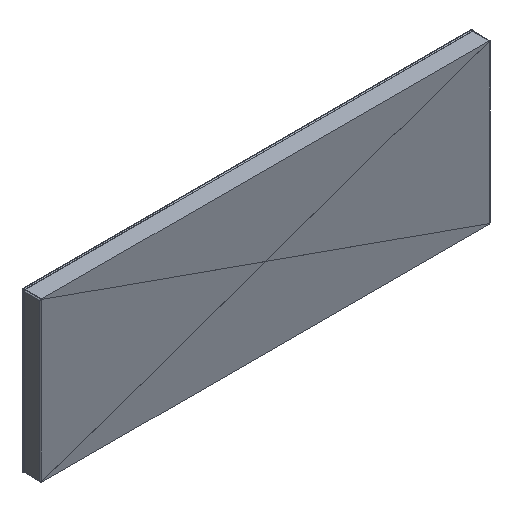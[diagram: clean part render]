
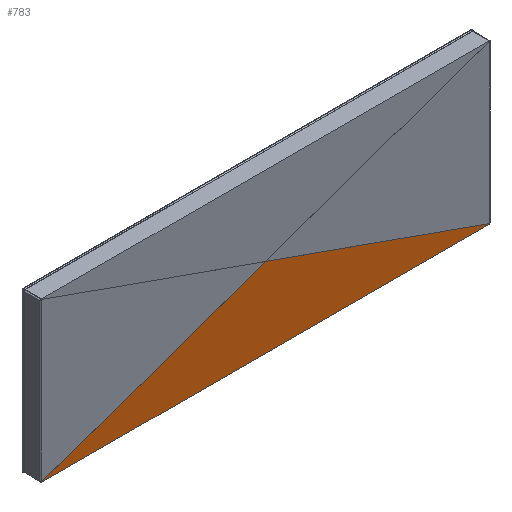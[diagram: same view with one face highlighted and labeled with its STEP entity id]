
A CAD part, isometric view. The second image highlights one B-rep face of the part: STEP entity #783.
In plain terms, the highlighted planar face has unit normal (0, -1, 0).
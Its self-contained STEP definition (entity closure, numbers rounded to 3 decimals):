
#10 = AXIS2_PLACEMENT_3D ( 'NONE', #1140, #1484, #982 ) ;
#63 = CIRCLE ( 'NONE', #348, 1. ) ;
#123 = CARTESIAN_POINT ( 'NONE',  ( 0., 0., 0. ) ) ;
#176 = VERTEX_POINT ( 'NONE', #293 ) ;
#182 = CARTESIAN_POINT ( 'NONE',  ( 0., 0., -1.06 ) ) ;
#242 = VERTEX_POINT ( 'NONE', #1256 ) ;
#255 = CARTESIAN_POINT ( 'NONE',  ( -936.163, 0., -331.5 ) ) ;
#293 = CARTESIAN_POINT ( 'NONE',  ( -936.495, 0., -330.557 ) ) ;
#298 = PLANE ( 'NONE',  #992 ) ;
#348 = AXIS2_PLACEMENT_3D ( 'NONE', #255, #935, #1388 ) ;
#445 = VECTOR ( 'NONE', #1089, 1000. ) ;
#471 = DIRECTION ( 'NONE',  ( 0., 1., 0. ) ) ;
#478 = VECTOR ( 'NONE', #1614, 1000. ) ;
#498 = EDGE_CURVE ( 'NONE', #1768, #1935, #1590, .T. ) ;
#590 = CARTESIAN_POINT ( 'NONE',  ( 0., 0., 0. ) ) ;
#593 = EDGE_CURVE ( 'NONE', #242, #641, #1921, .T. ) ;
#608 = FACE_OUTER_BOUND ( 'NONE', #679, .T. ) ;
#623 = ORIENTED_EDGE ( 'NONE', *, *, #1489, .T. ) ;
#634 = CARTESIAN_POINT ( 'NONE',  ( 0.333, 0., -0.117 ) ) ;
#641 = VERTEX_POINT ( 'NONE', #805 ) ;
#679 = EDGE_LOOP ( 'NONE', ( #1898, #1907, #1170, #623, #1844, #1272 ) ) ;
#783 = ADVANCED_FACE ( 'NONE', ( #608 ), #298, .F. ) ;
#805 = CARTESIAN_POINT ( 'NONE',  ( -936.163, 0., -332.5 ) ) ;
#824 = DIRECTION ( 'NONE',  ( 0., 0., 1. ) ) ;
#935 = DIRECTION ( 'NONE',  ( 0., -1., 0. ) ) ;
#950 = CARTESIAN_POINT ( 'NONE',  ( 0., 0., 0. ) ) ;
#982 = DIRECTION ( 'NONE',  ( 0., 0., 1. ) ) ;
#992 = AXIS2_PLACEMENT_3D ( 'NONE', #123, #471, #1076 ) ;
#994 = DIRECTION ( 'NONE',  ( 0., -1., 0. ) ) ;
#1076 = DIRECTION ( 'NONE',  ( 0., 0., 1. ) ) ;
#1089 = DIRECTION ( 'NONE',  ( 0.943, 0., -0.333 ) ) ;
#1127 = AXIS2_PLACEMENT_3D ( 'NONE', #182, #994, #824 ) ;
#1140 = CARTESIAN_POINT ( 'NONE',  ( 936.163, 0., -331.5 ) ) ;
#1170 = ORIENTED_EDGE ( 'NONE', *, *, #1448, .T. ) ;
#1192 = CIRCLE ( 'NONE', #1127, 1. ) ;
#1194 = CIRCLE ( 'NONE', #10, 1. ) ;
#1198 = CARTESIAN_POINT ( 'NONE',  ( -0.333, 0., -0.117 ) ) ;
#1256 = CARTESIAN_POINT ( 'NONE',  ( 936.163, 0., -332.5 ) ) ;
#1272 = ORIENTED_EDGE ( 'NONE', *, *, #2018, .T. ) ;
#1322 = VERTEX_POINT ( 'NONE', #1198 ) ;
#1388 = DIRECTION ( 'NONE',  ( 0., 0., 1. ) ) ;
#1448 = EDGE_CURVE ( 'NONE', #1322, #176, #2054, .T. ) ;
#1484 = DIRECTION ( 'NONE',  ( 0., -1., 0. ) ) ;
#1489 = EDGE_CURVE ( 'NONE', #176, #641, #63, .T. ) ;
#1574 = DIRECTION ( 'NONE',  ( -0.943, 0., -0.333 ) ) ;
#1590 = LINE ( 'NONE', #950, #445 ) ;
#1614 = DIRECTION ( 'NONE',  ( -1., 0., 0. ) ) ;
#1644 = VECTOR ( 'NONE', #1574, 1000. ) ;
#1768 = VERTEX_POINT ( 'NONE', #634 ) ;
#1776 = CARTESIAN_POINT ( 'NONE',  ( -942., 0., -332.5 ) ) ;
#1823 = CARTESIAN_POINT ( 'NONE',  ( 936.495, 0., -330.557 ) ) ;
#1844 = ORIENTED_EDGE ( 'NONE', *, *, #593, .F. ) ;
#1898 = ORIENTED_EDGE ( 'NONE', *, *, #498, .F. ) ;
#1907 = ORIENTED_EDGE ( 'NONE', *, *, #1960, .T. ) ;
#1921 = LINE ( 'NONE', #1776, #478 ) ;
#1935 = VERTEX_POINT ( 'NONE', #1823 ) ;
#1960 = EDGE_CURVE ( 'NONE', #1768, #1322, #1192, .T. ) ;
#2018 = EDGE_CURVE ( 'NONE', #242, #1935, #1194, .T. ) ;
#2054 = LINE ( 'NONE', #590, #1644 ) ;
